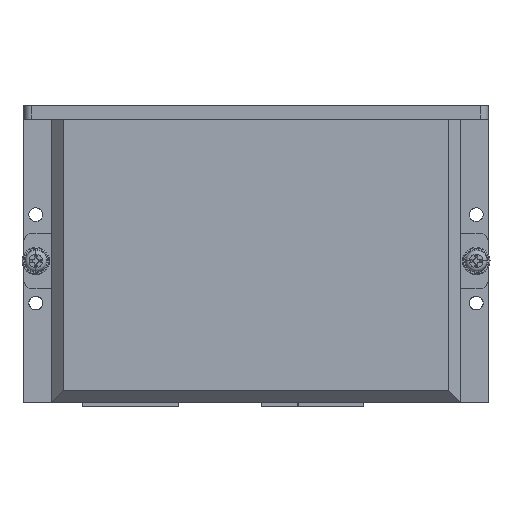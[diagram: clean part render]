
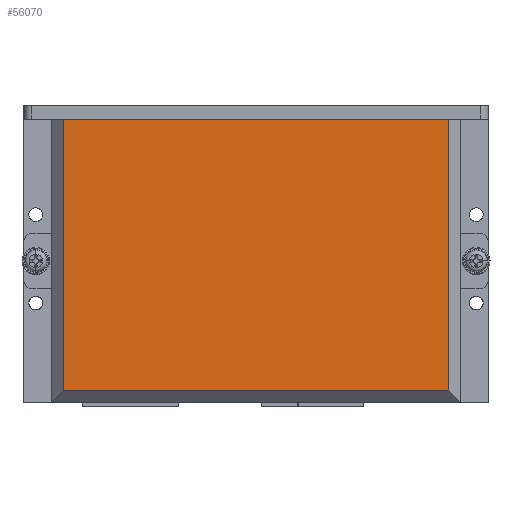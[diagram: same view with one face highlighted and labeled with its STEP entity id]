
A CAD part, top view. The second image highlights one B-rep face of the part: STEP entity #56070.
In plain terms, the highlighted planar face has unit normal (0, 0, 1).
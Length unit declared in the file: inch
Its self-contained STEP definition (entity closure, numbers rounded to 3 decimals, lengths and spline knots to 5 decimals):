
#1054 = VECTOR ( 'NONE', #30153, 39.37008 ) ;
#4668 = EDGE_CURVE ( 'NONE', #39283, #18771, #11432, .T. ) ;
#5552 = PLANE ( 'NONE',  #54140 ) ;
#6956 = VERTEX_POINT ( 'NONE', #15611 ) ;
#11432 = LINE ( 'NONE', #49154, #56223 ) ;
#13110 = CARTESIAN_POINT ( 'NONE',  ( -1.92913, 0.11811, 0.86614 ) ) ;
#13170 = CARTESIAN_POINT ( 'NONE',  ( 1.92913, 0.11811, 0.86614 ) ) ;
#13373 = LINE ( 'NONE', #34392, #1054 ) ;
#13640 = DIRECTION ( 'NONE',  ( -1., 0., 0. ) ) ;
#15611 = CARTESIAN_POINT ( 'NONE',  ( -1.92913, 2.83465, 0.86614 ) ) ;
#18755 = VECTOR ( 'NONE', #13640, 39.37008 ) ;
#18771 = VERTEX_POINT ( 'NONE', #13170 ) ;
#20123 = DIRECTION ( 'NONE',  ( 0., -1., 0. ) ) ;
#20615 = ORIENTED_EDGE ( 'NONE', *, *, #32541, .T. ) ;
#22006 = CARTESIAN_POINT ( 'NONE',  ( 1.92913, 2.83465, 0.86614 ) ) ;
#24735 = DIRECTION ( 'NONE',  ( 0., 0., 1. ) ) ;
#27895 = EDGE_LOOP ( 'NONE', ( #20615, #51763, #31627, #47724 ) ) ;
#30153 = DIRECTION ( 'NONE',  ( 0., 1., 0. ) ) ;
#31627 = ORIENTED_EDGE ( 'NONE', *, *, #4668, .T. ) ;
#32541 = EDGE_CURVE ( 'NONE', #56867, #6956, #43289, .T. ) ;
#33590 = CARTESIAN_POINT ( 'NONE',  ( -2.0063, 0.06378, 0.86614 ) ) ;
#34392 = CARTESIAN_POINT ( 'NONE',  ( 1.92913, 0.06378, 0.86614 ) ) ;
#37873 = VECTOR ( 'NONE', #20123, 39.37008 ) ;
#38456 = DIRECTION ( 'NONE',  ( 1., 0., 0. ) ) ;
#39283 = VERTEX_POINT ( 'NONE', #13110 ) ;
#43289 = LINE ( 'NONE', #55415, #18755 ) ;
#44541 = EDGE_CURVE ( 'NONE', #6956, #39283, #59544, .T. ) ;
#46554 = FACE_OUTER_BOUND ( 'NONE', #27895, .T. ) ;
#47724 = ORIENTED_EDGE ( 'NONE', *, *, #56185, .T. ) ;
#47760 = CARTESIAN_POINT ( 'NONE',  ( -1.92913, 0.06378, 0.86614 ) ) ;
#49154 = CARTESIAN_POINT ( 'NONE',  ( -2.0063, 0.11811, 0.86614 ) ) ;
#51763 = ORIENTED_EDGE ( 'NONE', *, *, #44541, .T. ) ;
#54140 = AXIS2_PLACEMENT_3D ( 'NONE', #33590, #24735, #38456 ) ;
#55415 = CARTESIAN_POINT ( 'NONE',  ( -2.0063, 2.83465, 0.86614 ) ) ;
#56070 = ADVANCED_FACE ( 'NONE', ( #46554 ), #5552, .T. ) ;
#56185 = EDGE_CURVE ( 'NONE', #18771, #56867, #13373, .T. ) ;
#56223 = VECTOR ( 'NONE', #58686, 39.37008 ) ;
#56867 = VERTEX_POINT ( 'NONE', #22006 ) ;
#58686 = DIRECTION ( 'NONE',  ( 1., 0., 0. ) ) ;
#59544 = LINE ( 'NONE', #47760, #37873 ) ;
